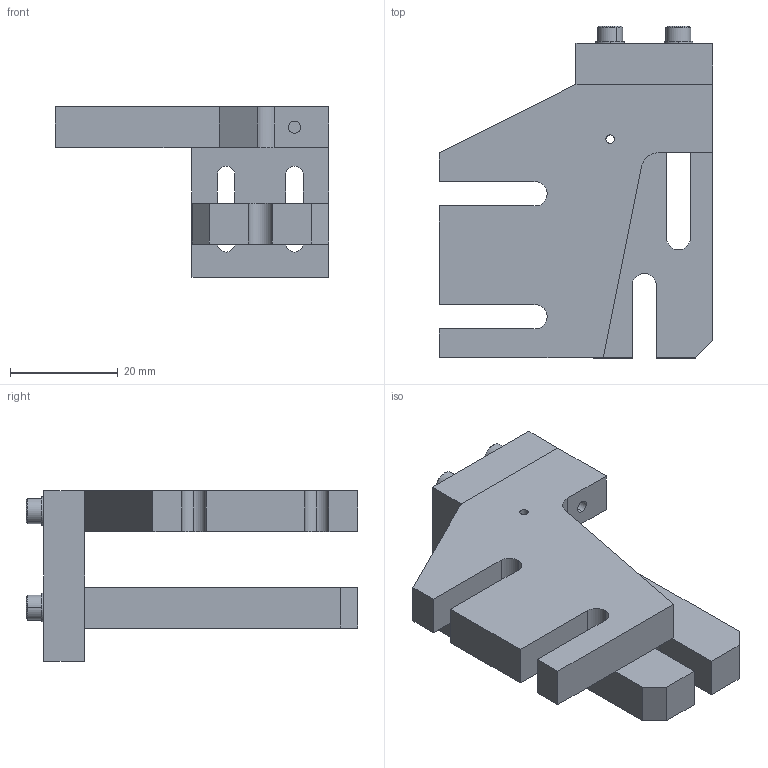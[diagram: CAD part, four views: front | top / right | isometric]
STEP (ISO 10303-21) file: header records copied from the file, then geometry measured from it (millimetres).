
FILE_DESCRIPTION (( 'STEP AP203' ), '1' );
FILE_NAME ('D1200536-v1.STEP', '2012-03-31T06:11:23', ( 'Dwayne Giardina' ), ( 'Microsoft' ), 'SwSTEP 2.0', 'SolidWorks 2012', '' );
FILE_SCHEMA (( 'CONFIG_CONTROL_DESIGN' ));
Length unit declared in the file: inch
Products named in the file (6): D1200539_Advanced_LIGO_SUS_HSTS_Mounting_Bracket_Vertical_Section,_Coil_Holder; D1200537_Advanced_LIGO_SUS_HSTS_Mounting_Bracket_Lateral_Section,_Coil_Holder; D1200536-v1; SST_Socketheadcapscrew_SHCS #4-40  X 0.5; NAS 620 FLAT WASHERS_________ FLAT WASHERS NAS 620-C4L  (OR EQUIV.); D1200538_Advanced_LIGO_SUS_HSTS_Mounting_Bracket_Longitudinal_Section,_Coil_Holder
Assembly tree (11 placements, depth 2):
  D1200536-v1
    D1200537_Advanced_LIGO_SUS_HSTS_Mounting_Bracket_Lateral_Section,_Coil_Holder
    NAS 620 FLAT WASHERS_________ FLAT WASHERS NAS 620-C4L  (OR EQUIV.)  x4
    SST_Socketheadcapscrew_SHCS #4-40  X 0.5  x4
    D1200538_Advanced_LIGO_SUS_HSTS_Mounting_Bracket_Longitudinal_Section,_Coil_Holder
    D1200539_Advanced_LIGO_SUS_HSTS_Mounting_Bracket_Vertical_Section,_Coil_Holder
Bounding box: 50.8 x 61.67 x 31.75 mm (x, y, z)
Volume: 25596.3 mm3; surface area: 13582 mm2
Topology: 11 solids, 11 shells, 168 faces, 402 edges, 261 vertices
Faces by surface type: plane 88, cylinder 62, cone 18
Entity records: 3958 total; most frequent: CARTESIAN_POINT 677, DIRECTION 530, ORIENTED_EDGE 500, EDGE_CURVE 250, AXIS2_PLACEMENT_3D 182, LINE 166, VECTOR 166, VERTEX_POINT 165
